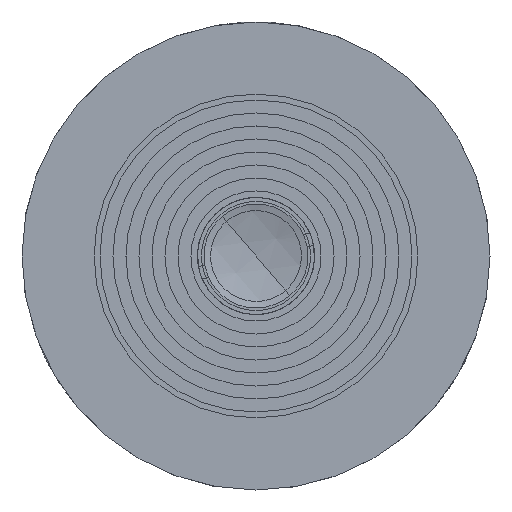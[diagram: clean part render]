
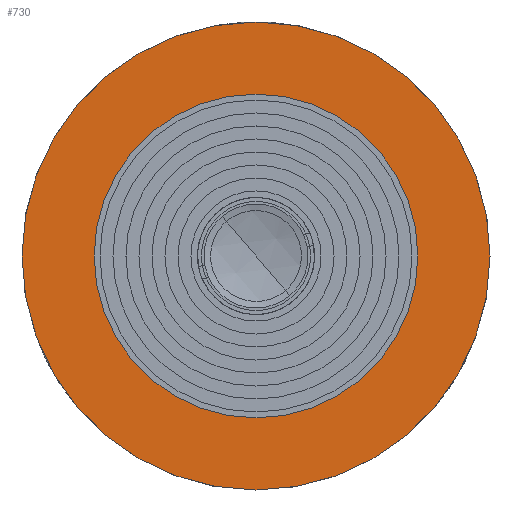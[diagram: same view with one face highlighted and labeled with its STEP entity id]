
A CAD part, left-side view. The second image highlights one B-rep face of the part: STEP entity #730.
In plain terms, the highlighted planar face has unit normal (-1, 0, 0).
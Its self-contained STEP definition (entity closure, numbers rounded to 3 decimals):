
#25 = DIRECTION ( 'NONE',  ( 0., 0., 1. ) ) ;
#35 = VERTEX_POINT ( 'NONE', #3044 ) ;
#72 = DIRECTION ( 'NONE',  ( -1., 0., 0. ) ) ;
#125 = DIRECTION ( 'NONE',  ( 0., 0., 1. ) ) ;
#360 = VERTEX_POINT ( 'NONE', #2751 ) ;
#531 = AXIS2_PLACEMENT_3D ( 'NONE', #1550, #3479, #125 ) ;
#560 = AXIS2_PLACEMENT_3D ( 'NONE', #3492, #2596, #25 ) ;
#599 = CARTESIAN_POINT ( 'NONE',  ( 0., 18., 0. ) ) ;
#730 = ADVANCED_FACE ( 'NONE', ( #1134, #1388 ), #2538, .F. ) ;
#841 = AXIS2_PLACEMENT_3D ( 'NONE', #2684, #72, #1201 ) ;
#904 = ORIENTED_EDGE ( 'NONE', *, *, #1230, .F. ) ;
#917 = CARTESIAN_POINT ( 'NONE',  ( 0., 0., 12.45 ) ) ;
#1134 = FACE_BOUND ( 'NONE', #2139, .T. ) ;
#1187 = AXIS2_PLACEMENT_3D ( 'NONE', #599, #3691, #2913 ) ;
#1201 = DIRECTION ( 'NONE',  ( 0., 0., 1. ) ) ;
#1230 = EDGE_CURVE ( 'NONE', #1257, #35, #2971, .T. ) ;
#1257 = VERTEX_POINT ( 'NONE', #917 ) ;
#1375 = VERTEX_POINT ( 'NONE', #1647 ) ;
#1388 = FACE_OUTER_BOUND ( 'NONE', #2969, .T. ) ;
#1498 = CIRCLE ( 'NONE', #841, 18. ) ;
#1550 = CARTESIAN_POINT ( 'NONE',  ( 0., 0., 0. ) ) ;
#1647 = CARTESIAN_POINT ( 'NONE',  ( 0., 0., -18. ) ) ;
#1785 = ORIENTED_EDGE ( 'NONE', *, *, #2081, .T. ) ;
#2013 = CIRCLE ( 'NONE', #3464, 18. ) ;
#2051 = CARTESIAN_POINT ( 'NONE',  ( 0., 0., 0. ) ) ;
#2081 = EDGE_CURVE ( 'NONE', #1375, #360, #2013, .T. ) ;
#2139 = EDGE_LOOP ( 'NONE', ( #904, #2653 ) ) ;
#2538 = PLANE ( 'NONE',  #1187 ) ;
#2596 = DIRECTION ( 'NONE',  ( -1., 0., 0. ) ) ;
#2653 = ORIENTED_EDGE ( 'NONE', *, *, #2935, .F. ) ;
#2675 = DIRECTION ( 'NONE',  ( -1., 0., 0. ) ) ;
#2684 = CARTESIAN_POINT ( 'NONE',  ( 0., 0., 0. ) ) ;
#2711 = ORIENTED_EDGE ( 'NONE', *, *, #2891, .T. ) ;
#2751 = CARTESIAN_POINT ( 'NONE',  ( 0., 0., 18. ) ) ;
#2891 = EDGE_CURVE ( 'NONE', #360, #1375, #1498, .T. ) ;
#2913 = DIRECTION ( 'NONE',  ( 0., 0., -1. ) ) ;
#2935 = EDGE_CURVE ( 'NONE', #35, #1257, #3308, .T. ) ;
#2969 = EDGE_LOOP ( 'NONE', ( #2711, #1785 ) ) ;
#2971 = CIRCLE ( 'NONE', #560, 12.45 ) ;
#3044 = CARTESIAN_POINT ( 'NONE',  ( 0., 0., -12.45 ) ) ;
#3224 = DIRECTION ( 'NONE',  ( 0., 0., 1. ) ) ;
#3308 = CIRCLE ( 'NONE', #531, 12.45 ) ;
#3464 = AXIS2_PLACEMENT_3D ( 'NONE', #2051, #2675, #3224 ) ;
#3479 = DIRECTION ( 'NONE',  ( -1., 0., 0. ) ) ;
#3492 = CARTESIAN_POINT ( 'NONE',  ( 0., 0., 0. ) ) ;
#3691 = DIRECTION ( 'NONE',  ( 1., 0., 0. ) ) ;
